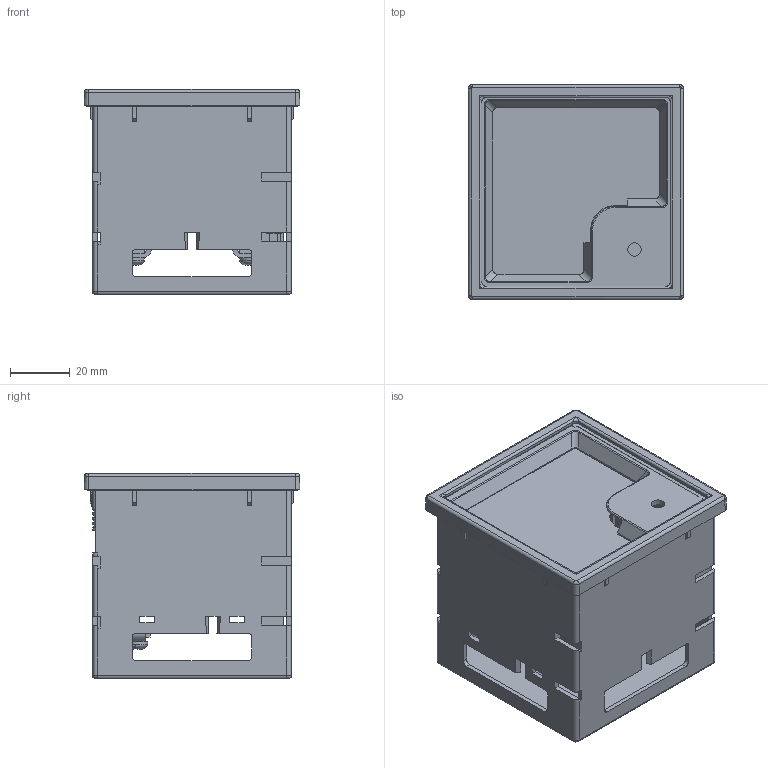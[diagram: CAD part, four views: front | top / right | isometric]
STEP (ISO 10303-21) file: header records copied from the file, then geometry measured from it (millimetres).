
FILE_DESCRIPTION(/* description */ (''),/* implementation_level */ '2;1');
FILE_NAME(/* name */ 'BQ72_3D CAD_2024-09-26.stp',/* time_stamp */ '2024-09-26T13:54:51+02:00',/* author */ ('JDI'),/* organization */ (''),/* preprocessor_version */ 'ST-DEVELOPER v19.2',/* originating_system */ 'Autodesk Inventor 2023',/* authorisation */ '');
FILE_SCHEMA (('AUTOMOTIVE_DESIGN { 1 0 10303 214 3 1 1 }'));
Length unit declared in the file: millimetre
Products named in the file (1): BQ72.ipt_Simplify_1
Bounding box: 72 x 72 x 68.6 mm (x, y, z)
Volume: 54518.7 mm3; surface area: 67256.8 mm2
Topology: 1 solids, 1 shells, 1178 faces, 3457 edges, 2270 vertices
Faces by surface type: plane 983, cylinder 166, bspline 25, cone 2, torus 1, sphere 1
Full cylindrical faces by diameter (mm): 1.2 x2, 4.5 x1, 4.55 x1, 5.5 x3, 6 x1, 8 x2
Entity records: 46520 total; most frequent: CARTESIAN_POINT 13820, ORIENTED_EDGE 6898, DIRECTION 6044, EDGE_CURVE 3449, LINE 3016, VECTOR 3016, VERTEX_POINT 2270, AXIS2_PLACEMENT_3D 1514
